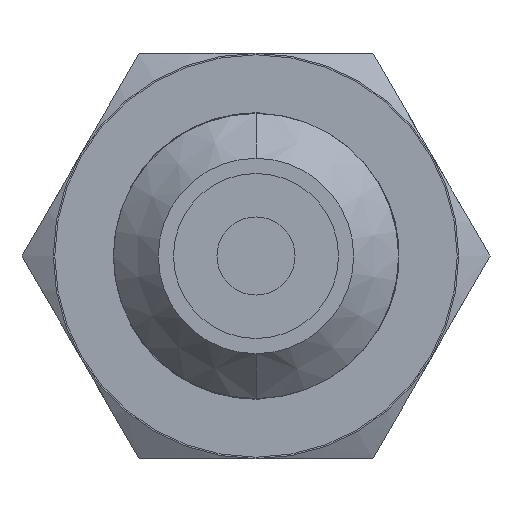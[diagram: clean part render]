
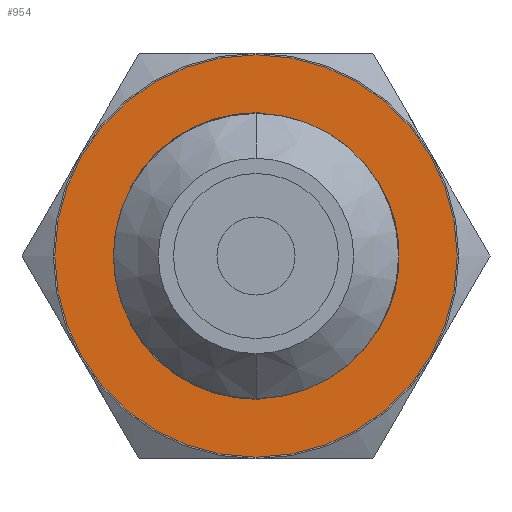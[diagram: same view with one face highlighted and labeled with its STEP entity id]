
A CAD part, front view. The second image highlights one B-rep face of the part: STEP entity #954.
In plain terms, the highlighted planar face has unit normal (0, -1, 0).
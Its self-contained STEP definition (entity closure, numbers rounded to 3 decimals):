
#19 = CARTESIAN_POINT ( 'NONE',  ( -4.35, 5.5, 2.362 ) ) ;
#20 = DIRECTION ( 'NONE',  ( 0., 0., -1. ) ) ;
#21 = DIRECTION ( 'NONE',  ( 0., -1., 0. ) ) ;
#22 = AXIS2_PLACEMENT_3D ( 'NONE', #25, #21, #20 ) ;
#25 = CARTESIAN_POINT ( 'NONE',  ( 0., 5.5, 0. ) ) ;
#26 = CIRCLE ( 'NONE', #22, 4.95 ) ;
#278 = CARTESIAN_POINT ( 'NONE',  ( 4.175, 5.5, 2.613 ) ) ;
#380 = DIRECTION ( 'NONE',  ( 0., 0., -1. ) ) ;
#381 = DIRECTION ( 'NONE',  ( 0., 1., 0. ) ) ;
#382 = CARTESIAN_POINT ( 'NONE',  ( 0., 5.5, 0. ) ) ;
#383 = AXIS2_PLACEMENT_3D ( 'NONE', #382, #381, #380 ) ;
#384 = CIRCLE ( 'NONE', #383, 4.925 ) ;
#525 = CARTESIAN_POINT ( 'NONE',  ( 0., 5.5, -6.95 ) ) ;
#526 = DIRECTION ( 'NONE',  ( 0., 0., -1. ) ) ;
#527 = CARTESIAN_POINT ( 'NONE',  ( 0., 5.5, 0. ) ) ;
#533 = DIRECTION ( 'NONE',  ( 0., -1., 0. ) ) ;
#540 = AXIS2_PLACEMENT_3D ( 'NONE', #527, #533, #526 ) ;
#541 = CARTESIAN_POINT ( 'NONE',  ( 0., 5.5, 4.95 ) ) ;
#545 = CIRCLE ( 'NONE', #540, 6.95 ) ;
#659 = EDGE_CURVE ( 'NONE', #662, #671, #1822, .T. ) ;
#662 = VERTEX_POINT ( 'NONE', #1817 ) ;
#671 = VERTEX_POINT ( 'NONE', #1888 ) ;
#806 = EDGE_CURVE ( 'NONE', #934, #1288, #2261, .T. ) ;
#807 = ORIENTED_EDGE ( 'NONE', *, *, #933, .F. ) ;
#808 = ORIENTED_EDGE ( 'NONE', *, *, #811, .F. ) ;
#811 = EDGE_CURVE ( 'NONE', #1165, #812, #2257, .T. ) ;
#812 = VERTEX_POINT ( 'NONE', #2253 ) ;
#872 = EDGE_CURVE ( 'NONE', #662, #1066, #2148, .T. ) ;
#923 = ORIENTED_EDGE ( 'NONE', *, *, #1215, .F. ) ;
#924 = ORIENTED_EDGE ( 'NONE', *, *, #997, .F. ) ;
#925 = ORIENTED_EDGE ( 'NONE', *, *, #995, .F. ) ;
#926 = ORIENTED_EDGE ( 'NONE', *, *, #1193, .T. ) ;
#927 = ORIENTED_EDGE ( 'NONE', *, *, #953, .T. ) ;
#928 = EDGE_LOOP ( 'NONE', ( #929, #991, #992, #923, #924, #925, #1004, #1015, #807, #808, #983, #984, #968, #969 ) ) ;
#929 = ORIENTED_EDGE ( 'NONE', *, *, #872, .F. ) ;
#933 = EDGE_CURVE ( 'NONE', #812, #934, #2297, .T. ) ;
#934 = VERTEX_POINT ( 'NONE', #2309 ) ;
#953 = EDGE_CURVE ( 'NONE', #1062, #1194, #2352, .T. ) ;
#954 = ADVANCED_FACE ( 'NONE', ( #2328, #2323 ), #2322, .T. ) ;
#955 = EDGE_LOOP ( 'NONE', ( #926, #927 ) ) ;
#960 = EDGE_CURVE ( 'NONE', #1107, #964, #2468, .T. ) ;
#964 = VERTEX_POINT ( 'NONE', #2409 ) ;
#967 = EDGE_CURVE ( 'NONE', #964, #1162, #2412, .T. ) ;
#968 = ORIENTED_EDGE ( 'NONE', *, *, #960, .F. ) ;
#969 = ORIENTED_EDGE ( 'NONE', *, *, #1106, .F. ) ;
#983 = ORIENTED_EDGE ( 'NONE', *, *, #1634, .T. ) ;
#984 = ORIENTED_EDGE ( 'NONE', *, *, #967, .F. ) ;
#989 = VERTEX_POINT ( 'NONE', #2469 ) ;
#991 = ORIENTED_EDGE ( 'NONE', *, *, #659, .T. ) ;
#992 = ORIENTED_EDGE ( 'NONE', *, *, #993, .F. ) ;
#993 = EDGE_CURVE ( 'NONE', #1216, #671, #2422, .T. ) ;
#995 = EDGE_CURVE ( 'NONE', #1082, #989, #2423, .T. ) ;
#997 = EDGE_CURVE ( 'NONE', #989, #1198, #2462, .T. ) ;
#1004 = ORIENTED_EDGE ( 'NONE', *, *, #1084, .T. ) ;
#1015 = ORIENTED_EDGE ( 'NONE', *, *, #806, .F. ) ;
#1062 = VERTEX_POINT ( 'NONE', #2430 ) ;
#1066 = VERTEX_POINT ( 'NONE', #2444 ) ;
#1082 = VERTEX_POINT ( 'NONE', #1319 ) ;
#1084 = EDGE_CURVE ( 'NONE', #1082, #1288, #1311, .T. ) ;
#1106 = EDGE_CURVE ( 'NONE', #1066, #1107, #1380, .T. ) ;
#1107 = VERTEX_POINT ( 'NONE', #1381 ) ;
#1162 = VERTEX_POINT ( 'NONE', #2800 ) ;
#1165 = VERTEX_POINT ( 'NONE', #2795 ) ;
#1193 = EDGE_CURVE ( 'NONE', #1194, #1062, #545, .T. ) ;
#1194 = VERTEX_POINT ( 'NONE', #525 ) ;
#1198 = VERTEX_POINT ( 'NONE', #541 ) ;
#1215 = EDGE_CURVE ( 'NONE', #1198, #1216, #26, .T. ) ;
#1216 = VERTEX_POINT ( 'NONE', #19 ) ;
#1288 = VERTEX_POINT ( 'NONE', #278 ) ;
#1311 = CIRCLE ( 'NONE', #1454, 4.925 ) ;
#1319 = CARTESIAN_POINT ( 'NONE',  ( 0.175, 5.5, 4.922 ) ) ;
#1376 = DIRECTION ( 'NONE',  ( 0., 0., -1. ) ) ;
#1377 = DIRECTION ( 'NONE',  ( 0., -1., 0. ) ) ;
#1378 = CARTESIAN_POINT ( 'NONE',  ( 0., 5.5, 0. ) ) ;
#1379 = AXIS2_PLACEMENT_3D ( 'NONE', #1378, #1377, #1376 ) ;
#1380 = CIRCLE ( 'NONE', #1379, 4.95 ) ;
#1381 = CARTESIAN_POINT ( 'NONE',  ( 0., 5.5, -4.95 ) ) ;
#1453 = CARTESIAN_POINT ( 'NONE',  ( 0., 5.5, 0. ) ) ;
#1454 = AXIS2_PLACEMENT_3D ( 'NONE', #1453, #1461, #1460 ) ;
#1460 = DIRECTION ( 'NONE',  ( 0., 0., -1. ) ) ;
#1461 = DIRECTION ( 'NONE',  ( 0., 1., 0. ) ) ;
#1634 = EDGE_CURVE ( 'NONE', #1165, #1162, #384, .T. ) ;
#1817 = CARTESIAN_POINT ( 'NONE',  ( -4.35, 5.5, -2.309 ) ) ;
#1818 = DIRECTION ( 'NONE',  ( 0., 0., -1. ) ) ;
#1819 = DIRECTION ( 'NONE',  ( 0., 1., 0. ) ) ;
#1820 = CARTESIAN_POINT ( 'NONE',  ( 0., 5.5, 0. ) ) ;
#1821 = AXIS2_PLACEMENT_3D ( 'NONE', #1820, #1819, #1818 ) ;
#1822 = CIRCLE ( 'NONE', #1821, 4.925 ) ;
#1888 = CARTESIAN_POINT ( 'NONE',  ( -4.35, 5.5, 2.309 ) ) ;
#2145 = DIRECTION ( 'NONE',  ( 0., 0., -1. ) ) ;
#2146 = VECTOR ( 'NONE', #2145, 1000. ) ;
#2147 = CARTESIAN_POINT ( 'NONE',  ( -4.35, 5.5, -2.362 ) ) ;
#2148 = LINE ( 'NONE', #2147, #2146 ) ;
#2253 = CARTESIAN_POINT ( 'NONE',  ( 4.221, 5.5, -2.586 ) ) ;
#2254 = DIRECTION ( 'NONE',  ( 0.866, 0., 0.5 ) ) ;
#2255 = VECTOR ( 'NONE', #2254, 1000. ) ;
#2256 = CARTESIAN_POINT ( 'NONE',  ( 4.221, 5.5, -2.586 ) ) ;
#2257 = LINE ( 'NONE', #2256, #2255 ) ;
#2258 = DIRECTION ( 'NONE',  ( -0.866, 0., 0.5 ) ) ;
#2259 = VECTOR ( 'NONE', #2258, 1000. ) ;
#2260 = CARTESIAN_POINT ( 'NONE',  ( 0.129, 5.5, 4.948 ) ) ;
#2261 = LINE ( 'NONE', #2260, #2259 ) ;
#2297 = CIRCLE ( 'NONE', #2308, 4.95 ) ;
#2305 = DIRECTION ( 'NONE',  ( 0., 0., -1. ) ) ;
#2306 = DIRECTION ( 'NONE',  ( 0., -1., 0. ) ) ;
#2307 = CARTESIAN_POINT ( 'NONE',  ( 0., 5.5, 0. ) ) ;
#2308 = AXIS2_PLACEMENT_3D ( 'NONE', #2307, #2306, #2305 ) ;
#2309 = CARTESIAN_POINT ( 'NONE',  ( 4.221, 5.5, 2.586 ) ) ;
#2321 = AXIS2_PLACEMENT_3D ( 'NONE', #2356, #2355, #2354 ) ;
#2322 = PLANE ( 'NONE',  #2321 ) ;
#2323 = FACE_BOUND ( 'NONE', #928, .T. ) ;
#2324 = DIRECTION ( 'NONE',  ( 0., 0., -1. ) ) ;
#2325 = DIRECTION ( 'NONE',  ( 0., -1., 0. ) ) ;
#2326 = CARTESIAN_POINT ( 'NONE',  ( 0., 5.5, 0. ) ) ;
#2327 = AXIS2_PLACEMENT_3D ( 'NONE', #2326, #2325, #2324 ) ;
#2328 = FACE_OUTER_BOUND ( 'NONE', #955, .T. ) ;
#2352 = CIRCLE ( 'NONE', #2327, 6.95 ) ;
#2354 = DIRECTION ( 'NONE',  ( 0., 0., -1. ) ) ;
#2355 = DIRECTION ( 'NONE',  ( 0., -1., 0. ) ) ;
#2356 = CARTESIAN_POINT ( 'NONE',  ( 4.95, 5.5, 0. ) ) ;
#2406 = DIRECTION ( 'NONE',  ( 0., 0., -1. ) ) ;
#2409 = CARTESIAN_POINT ( 'NONE',  ( 0.129, 5.5, -4.948 ) ) ;
#2410 = VECTOR ( 'NONE', #2428, 1000. ) ;
#2411 = CARTESIAN_POINT ( 'NONE',  ( 4.221, 5.5, -2.586 ) ) ;
#2412 = LINE ( 'NONE', #2411, #2410 ) ;
#2413 = DIRECTION ( 'NONE',  ( 0., -1., 0. ) ) ;
#2419 = DIRECTION ( 'NONE',  ( 0., 0., -1. ) ) ;
#2420 = VECTOR ( 'NONE', #2419, 1000. ) ;
#2421 = CARTESIAN_POINT ( 'NONE',  ( -4.35, 5.5, -2.362 ) ) ;
#2422 = LINE ( 'NONE', #2421, #2420 ) ;
#2423 = LINE ( 'NONE', #2443, #2442 ) ;
#2428 = DIRECTION ( 'NONE',  ( 0.866, 0., 0.5 ) ) ;
#2430 = CARTESIAN_POINT ( 'NONE',  ( 0., 5.5, 6.95 ) ) ;
#2441 = DIRECTION ( 'NONE',  ( -0.866, 0., 0.5 ) ) ;
#2442 = VECTOR ( 'NONE', #2441, 1000. ) ;
#2443 = CARTESIAN_POINT ( 'NONE',  ( 0.129, 5.5, 4.948 ) ) ;
#2444 = CARTESIAN_POINT ( 'NONE',  ( -4.35, 5.5, -2.362 ) ) ;
#2453 = AXIS2_PLACEMENT_3D ( 'NONE', #2454, #2413, #2406 ) ;
#2454 = CARTESIAN_POINT ( 'NONE',  ( 0., 5.5, 0. ) ) ;
#2458 = DIRECTION ( 'NONE',  ( 0., 0., -1. ) ) ;
#2459 = DIRECTION ( 'NONE',  ( 0., -1., 0. ) ) ;
#2460 = CARTESIAN_POINT ( 'NONE',  ( 0., 5.5, 0. ) ) ;
#2461 = AXIS2_PLACEMENT_3D ( 'NONE', #2460, #2459, #2458 ) ;
#2462 = CIRCLE ( 'NONE', #2461, 4.95 ) ;
#2468 = CIRCLE ( 'NONE', #2453, 4.95 ) ;
#2469 = CARTESIAN_POINT ( 'NONE',  ( 0.129, 5.5, 4.948 ) ) ;
#2795 = CARTESIAN_POINT ( 'NONE',  ( 4.175, 5.5, -2.613 ) ) ;
#2800 = CARTESIAN_POINT ( 'NONE',  ( 0.175, 5.5, -4.922 ) ) ;
